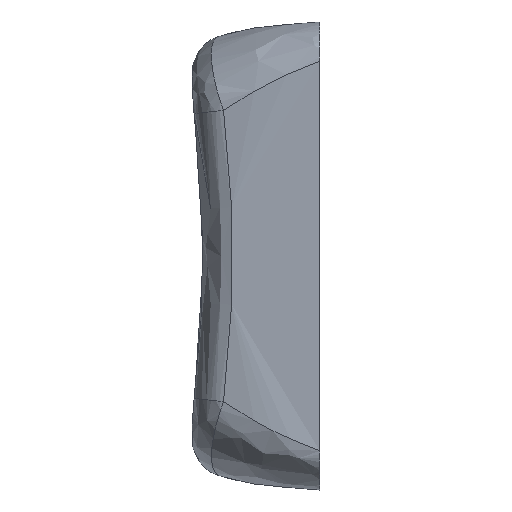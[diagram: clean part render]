
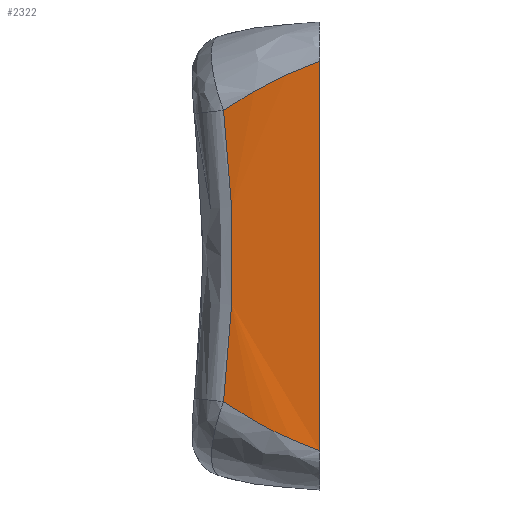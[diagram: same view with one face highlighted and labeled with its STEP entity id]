
A CAD part, left-side view. The second image highlights one B-rep face of the part: STEP entity #2322.
In plain terms, the highlighted free-form (B-spline) face has degree [1, 2] with [2, 3] control points.
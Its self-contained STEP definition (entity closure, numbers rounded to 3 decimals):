
#29=(
BOUNDED_SURFACE()
B_SPLINE_SURFACE(1,2,((#5346,#5347,#5348),(#5349,#5350,#5351)),
 .UNSPECIFIED.,.F.,.F.,.F.)
B_SPLINE_SURFACE_WITH_KNOTS((2,2),(3,3),(-0.226,0.226),
(-0.164,0.),.UNSPECIFIED.)
GEOMETRIC_REPRESENTATION_ITEM()
RATIONAL_B_SPLINE_SURFACE(((1.,0.997,1.),(1.,0.997,
1.)))
REPRESENTATION_ITEM('')
SURFACE()
);
#63=B_SPLINE_CURVE_WITH_KNOTS('',3,(#3471,#3472,#3473,#3474),
 .UNSPECIFIED.,.F.,.F.,(4,4),(-1.116,0.),.UNSPECIFIED.);
#120=B_SPLINE_CURVE_WITH_KNOTS('',3,(#5331,#5332,#5333,#5334),
 .UNSPECIFIED.,.F.,.F.,(4,4),(0.162,0.418),
 .UNSPECIFIED.);
#122=B_SPLINE_CURVE_WITH_KNOTS('',3,(#5342,#5343,#5344,#5345),
 .UNSPECIFIED.,.F.,.F.,(4,4),(0.033,0.162),
 .UNSPECIFIED.);
#123=B_SPLINE_CURVE_WITH_KNOTS('',3,(#5354,#5355,#5356,#5357),
 .UNSPECIFIED.,.F.,.F.,(4,4),(0.,0.256),
 .UNSPECIFIED.);
#124=B_SPLINE_CURVE_WITH_KNOTS('',3,(#5359,#5360,#5361,#5362),
 .UNSPECIFIED.,.F.,.F.,(4,4),(0.256,0.385),
 .UNSPECIFIED.);
#290=FACE_OUTER_BOUND('',#419,.T.);
#419=EDGE_LOOP('',(#2039,#2040,#2041,#2042,#2043,#2044));
#653=LINE('',#5358,#879);
#879=VECTOR('',#2893,9.19);
#1025=VERTEX_POINT('',#3422);
#1030=VERTEX_POINT('',#3469);
#1083=VERTEX_POINT('',#5329);
#1084=VERTEX_POINT('',#5330);
#1085=VERTEX_POINT('',#5352);
#1086=VERTEX_POINT('',#5353);
#1330=EDGE_CURVE('',#1030,#1025,#63,.T.);
#1412=EDGE_CURVE('',#1083,#1084,#120,.T.);
#1414=EDGE_CURVE('',#1025,#1083,#122,.T.);
#1415=EDGE_CURVE('',#1085,#1086,#123,.T.);
#1416=EDGE_CURVE('',#1084,#1085,#653,.T.);
#1417=EDGE_CURVE('',#1086,#1030,#124,.T.);
#2039=ORIENTED_EDGE('',*,*,#1415,.F.);
#2040=ORIENTED_EDGE('',*,*,#1416,.F.);
#2041=ORIENTED_EDGE('',*,*,#1412,.F.);
#2042=ORIENTED_EDGE('',*,*,#1414,.F.);
#2043=ORIENTED_EDGE('',*,*,#1330,.F.);
#2044=ORIENTED_EDGE('',*,*,#1417,.F.);
#2322=ADVANCED_FACE('',(#290),#29,.F.);
#2893=DIRECTION('',(0.,0.,-1.));
#3422=CARTESIAN_POINT('',(-48.682,6.882,-24.881));
#3469=CARTESIAN_POINT('',(-48.682,6.882,-35.12));
#3471=CARTESIAN_POINT('Ctrl Pts',(-48.682,6.882,-35.12));
#3472=CARTESIAN_POINT('Ctrl Pts',(-48.785,6.456,-31.72));
#3473=CARTESIAN_POINT('Ctrl Pts',(-48.785,6.456,-28.28));
#3474=CARTESIAN_POINT('Ctrl Pts',(-48.682,6.882,-24.881));
#5329=CARTESIAN_POINT('',(-48.901,5.8,-24.205));
#5330=CARTESIAN_POINT('',(-49.088,3.5,-23.153));
#5331=CARTESIAN_POINT('Ctrl Pts',(-48.9,5.8,-24.205));
#5332=CARTESIAN_POINT('Ctrl Pts',(-49.02,5.065,-23.789));
#5333=CARTESIAN_POINT('Ctrl Pts',(-49.088,4.292,-23.435));
#5334=CARTESIAN_POINT('Ctrl Pts',(-49.088,3.5,-23.153));
#5342=CARTESIAN_POINT('Ctrl Pts',(-48.682,6.882,-24.881));
#5343=CARTESIAN_POINT('Ctrl Pts',(-48.767,6.533,-24.641));
#5344=CARTESIAN_POINT('Ctrl Pts',(-48.84,6.171,-24.415));
#5345=CARTESIAN_POINT('Ctrl Pts',(-48.9,5.8,-24.205));
#5346=CARTESIAN_POINT('Ctrl Pts',(-48.682,6.882,-36.847));
#5347=CARTESIAN_POINT('Ctrl Pts',(-49.088,5.202,-36.847));
#5348=CARTESIAN_POINT('Ctrl Pts',(-49.088,3.5,-36.847));
#5349=CARTESIAN_POINT('Ctrl Pts',(-48.682,6.882,-23.153));
#5350=CARTESIAN_POINT('Ctrl Pts',(-49.088,5.202,-23.153));
#5351=CARTESIAN_POINT('Ctrl Pts',(-49.088,3.5,-23.153));
#5352=CARTESIAN_POINT('',(-49.088,3.5,-36.847));
#5353=CARTESIAN_POINT('',(-48.901,5.8,-35.795));
#5354=CARTESIAN_POINT('Ctrl Pts',(-49.088,3.5,-36.847));
#5355=CARTESIAN_POINT('Ctrl Pts',(-49.088,4.291,-36.565));
#5356=CARTESIAN_POINT('Ctrl Pts',(-49.02,5.065,-36.211));
#5357=CARTESIAN_POINT('Ctrl Pts',(-48.9,5.8,-35.795));
#5358=CARTESIAN_POINT('',(-49.088,3.5,-30.));
#5359=CARTESIAN_POINT('Ctrl Pts',(-48.9,5.8,-35.795));
#5360=CARTESIAN_POINT('Ctrl Pts',(-48.84,6.171,-35.585));
#5361=CARTESIAN_POINT('Ctrl Pts',(-48.767,6.533,-35.359));
#5362=CARTESIAN_POINT('Ctrl Pts',(-48.682,6.882,-35.12));
